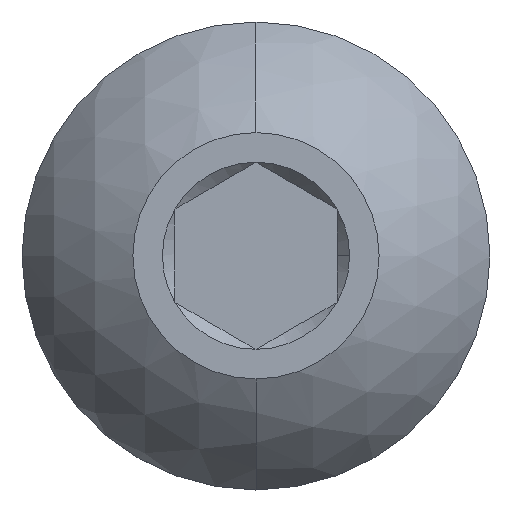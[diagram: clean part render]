
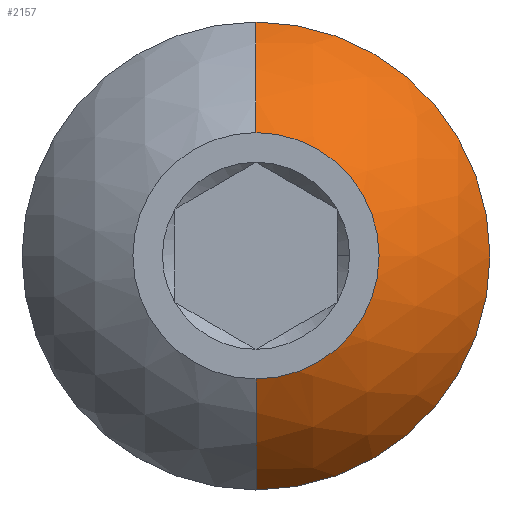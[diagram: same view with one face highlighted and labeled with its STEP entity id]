
A CAD part, top view. The second image highlights one B-rep face of the part: STEP entity #2157.
In plain terms, the highlighted spherical face has radius 5.172 mm.
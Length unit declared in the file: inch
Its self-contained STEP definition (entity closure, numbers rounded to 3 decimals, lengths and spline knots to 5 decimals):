
#175 = EDGE_CURVE ( 'NONE', #1679, #3919, #984, .T. ) ;
#664 = AXIS2_PLACEMENT_3D ( 'NONE', #2309, #4336, #9213 ) ;
#930 = DIRECTION ( 'NONE',  ( 0., 0., 1. ) ) ;
#931 = CARTESIAN_POINT ( 'NONE',  ( 0., 0., -0.18011 ) ) ;
#984 = CIRCLE ( 'NONE', #10050, 0.20363 ) ;
#1021 = ORIENTED_EDGE ( 'NONE', *, *, #10662, .F. ) ;
#1078 = CIRCLE ( 'NONE', #664, 0.095 ) ;
#1329 = DIRECTION ( 'NONE',  ( 1., 0., 0. ) ) ;
#1566 = CARTESIAN_POINT ( 'NONE',  ( 0., 0., -0.08585 ) ) ;
#1679 = VERTEX_POINT ( 'NONE', #2427 ) ;
#1839 = DIRECTION ( 'NONE',  ( 0., 0., 1. ) ) ;
#2157 = ADVANCED_FACE ( 'NONE', ( #8090 ), #12234, .T. ) ;
#2303 = CIRCLE ( 'NONE', #3158, 0.1805 ) ;
#2309 = CARTESIAN_POINT ( 'NONE',  ( 0., 0., 0. ) ) ;
#2427 = CARTESIAN_POINT ( 'NONE',  ( 0., 0.1805, -0.08585 ) ) ;
#2567 = EDGE_CURVE ( 'NONE', #7042, #2772, #2303, .T. ) ;
#2772 = VERTEX_POINT ( 'NONE', #3312 ) ;
#3019 = DIRECTION ( 'NONE',  ( 0., -1., 0. ) ) ;
#3158 = AXIS2_PLACEMENT_3D ( 'NONE', #5891, #1839, #9210 ) ;
#3312 = CARTESIAN_POINT ( 'NONE',  ( 0.1805, 0., -0.08585 ) ) ;
#3865 = VERTEX_POINT ( 'NONE', #12239 ) ;
#3919 = VERTEX_POINT ( 'NONE', #6242 ) ;
#3975 = EDGE_LOOP ( 'NONE', ( #5629, #10138, #10895, #1021, #10438 ) ) ;
#4035 = DIRECTION ( 'NONE',  ( 1., 0., 0. ) ) ;
#4218 = EDGE_CURVE ( 'NONE', #7042, #3865, #4693, .T. ) ;
#4233 = DIRECTION ( 'NONE',  ( 0., 1., 0. ) ) ;
#4336 = DIRECTION ( 'NONE',  ( 0., 0., 1. ) ) ;
#4693 = CIRCLE ( 'NONE', #13125, 0.20363 ) ;
#5167 = AXIS2_PLACEMENT_3D ( 'NONE', #1566, #930, #4035 ) ;
#5629 = ORIENTED_EDGE ( 'NONE', *, *, #2567, .T. ) ;
#5891 = CARTESIAN_POINT ( 'NONE',  ( 0., 0., -0.08585 ) ) ;
#6242 = CARTESIAN_POINT ( 'NONE',  ( 0., 0.095, 0. ) ) ;
#7042 = VERTEX_POINT ( 'NONE', #9277 ) ;
#7043 = AXIS2_PLACEMENT_3D ( 'NONE', #931, #13301, #3019 ) ;
#7340 = CARTESIAN_POINT ( 'NONE',  ( 0., 0., -0.18011 ) ) ;
#7987 = CIRCLE ( 'NONE', #5167, 0.1805 ) ;
#8029 = EDGE_CURVE ( 'NONE', #2772, #1679, #7987, .T. ) ;
#8090 = FACE_OUTER_BOUND ( 'NONE', #3975, .T. ) ;
#9210 = DIRECTION ( 'NONE',  ( 1., 0., 0. ) ) ;
#9213 = DIRECTION ( 'NONE',  ( 1., 0., 0. ) ) ;
#9277 = CARTESIAN_POINT ( 'NONE',  ( 0., -0.1805, -0.08585 ) ) ;
#9584 = DIRECTION ( 'NONE',  ( -1., 0., 0. ) ) ;
#10050 = AXIS2_PLACEMENT_3D ( 'NONE', #10589, #1329, #4233 ) ;
#10138 = ORIENTED_EDGE ( 'NONE', *, *, #8029, .T. ) ;
#10438 = ORIENTED_EDGE ( 'NONE', *, *, #4218, .F. ) ;
#10589 = CARTESIAN_POINT ( 'NONE',  ( 0., 0., -0.18011 ) ) ;
#10662 = EDGE_CURVE ( 'NONE', #3865, #3919, #1078, .T. ) ;
#10895 = ORIENTED_EDGE ( 'NONE', *, *, #175, .T. ) ;
#12234 = SPHERICAL_SURFACE ( 'NONE', #7043, 0.20363 ) ;
#12239 = CARTESIAN_POINT ( 'NONE',  ( 0., -0.095, 0. ) ) ;
#12698 = DIRECTION ( 'NONE',  ( 0., -1., 0. ) ) ;
#13125 = AXIS2_PLACEMENT_3D ( 'NONE', #7340, #9584, #12698 ) ;
#13301 = DIRECTION ( 'NONE',  ( 1., 0., 0. ) ) ;
